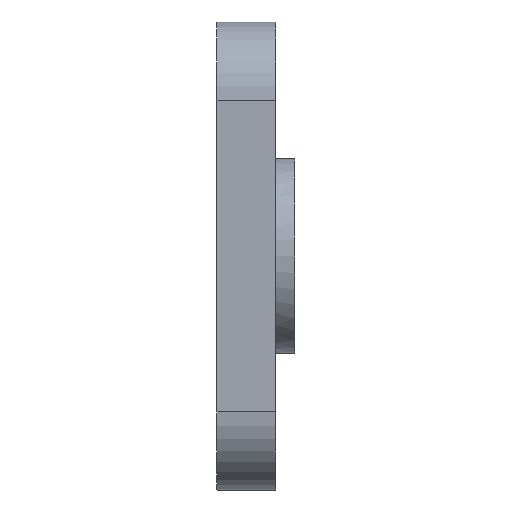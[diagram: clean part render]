
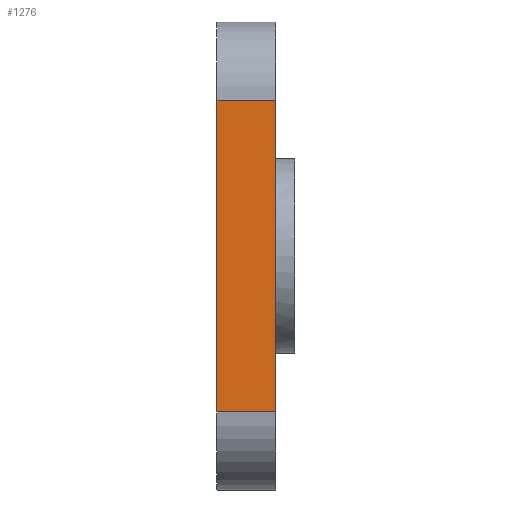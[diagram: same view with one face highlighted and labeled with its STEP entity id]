
A CAD part, left-side view. The second image highlights one B-rep face of the part: STEP entity #1276.
In plain terms, the highlighted planar face has unit normal (-1, 0, 0).
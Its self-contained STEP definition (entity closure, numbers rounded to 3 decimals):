
#35 = VERTEX_POINT ( 'NONE', #894 ) ;
#48 = EDGE_CURVE ( 'NONE', #35, #2006, #1008, .T. ) ;
#199 = CARTESIAN_POINT ( 'NONE',  ( -6., 1.5, 6. ) ) ;
#291 = DIRECTION ( 'NONE',  ( 0., 0., 1. ) ) ;
#371 = DIRECTION ( 'NONE',  ( 0., -1., 0. ) ) ;
#489 = LINE ( 'NONE', #1170, #2135 ) ;
#517 = ORIENTED_EDGE ( 'NONE', *, *, #1789, .T. ) ;
#585 = LINE ( 'NONE', #2539, #1347 ) ;
#859 = EDGE_CURVE ( 'NONE', #35, #2266, #585, .T. ) ;
#894 = CARTESIAN_POINT ( 'NONE',  ( -6., 2., -4. ) ) ;
#965 = EDGE_LOOP ( 'NONE', ( #2418, #1102, #517, #1897 ) ) ;
#1008 = LINE ( 'NONE', #2716, #1927 ) ;
#1102 = ORIENTED_EDGE ( 'NONE', *, *, #859, .T. ) ;
#1170 = CARTESIAN_POINT ( 'NONE',  ( -6., 0.5, 0. ) ) ;
#1173 = AXIS2_PLACEMENT_3D ( 'NONE', #199, #2390, #2417 ) ;
#1185 = DIRECTION ( 'NONE',  ( 0., 0., 1. ) ) ;
#1276 = ADVANCED_FACE ( 'NONE', ( #2180 ), #1553, .T. ) ;
#1301 = CARTESIAN_POINT ( 'NONE',  ( -6., 2., 4. ) ) ;
#1347 = VECTOR ( 'NONE', #371, 1000. ) ;
#1408 = LINE ( 'NONE', #2216, #1497 ) ;
#1411 = EDGE_CURVE ( 'NONE', #1420, #2006, #1408, .T. ) ;
#1420 = VERTEX_POINT ( 'NONE', #2709 ) ;
#1497 = VECTOR ( 'NONE', #2500, 1000. ) ;
#1553 = PLANE ( 'NONE',  #1173 ) ;
#1765 = CARTESIAN_POINT ( 'NONE',  ( -6., 0.5, -4. ) ) ;
#1789 = EDGE_CURVE ( 'NONE', #2266, #1420, #489, .T. ) ;
#1897 = ORIENTED_EDGE ( 'NONE', *, *, #1411, .T. ) ;
#1927 = VECTOR ( 'NONE', #291, 1000. ) ;
#2006 = VERTEX_POINT ( 'NONE', #1301 ) ;
#2135 = VECTOR ( 'NONE', #1185, 1000. ) ;
#2180 = FACE_OUTER_BOUND ( 'NONE', #965, .T. ) ;
#2216 = CARTESIAN_POINT ( 'NONE',  ( -6., 1.5, 4. ) ) ;
#2266 = VERTEX_POINT ( 'NONE', #1765 ) ;
#2390 = DIRECTION ( 'NONE',  ( -1., 0., 0. ) ) ;
#2417 = DIRECTION ( 'NONE',  ( 0., 0., 1. ) ) ;
#2418 = ORIENTED_EDGE ( 'NONE', *, *, #48, .F. ) ;
#2500 = DIRECTION ( 'NONE',  ( 0., 1., 0. ) ) ;
#2539 = CARTESIAN_POINT ( 'NONE',  ( -6., 1.5, -4. ) ) ;
#2709 = CARTESIAN_POINT ( 'NONE',  ( -6., 0.5, 4. ) ) ;
#2716 = CARTESIAN_POINT ( 'NONE',  ( -6., 2., 6. ) ) ;
